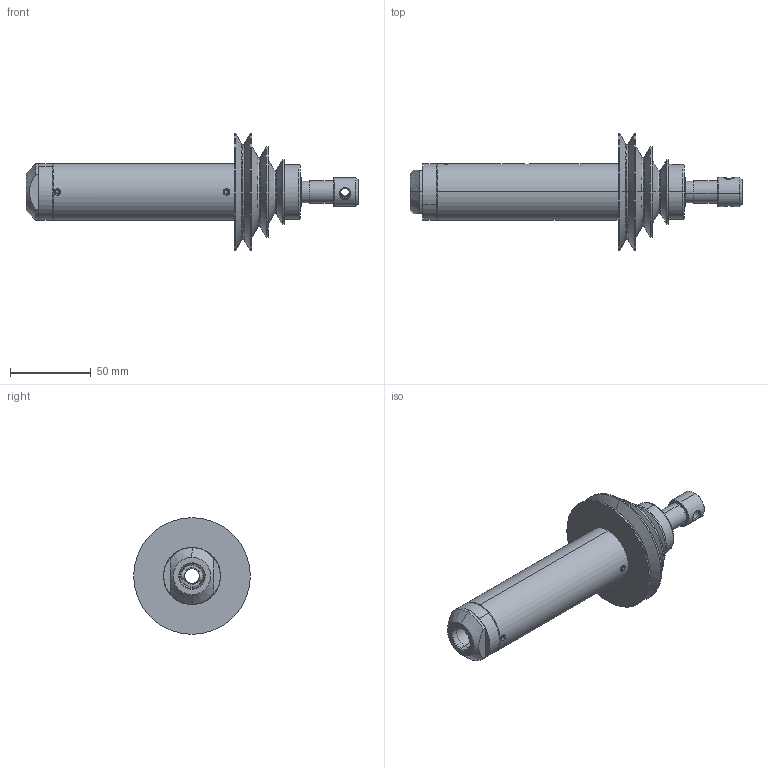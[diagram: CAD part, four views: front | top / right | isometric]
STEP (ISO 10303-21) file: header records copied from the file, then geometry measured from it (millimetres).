
FILE_DESCRIPTION (( 'STEP AP203' ), '1' );
FILE_NAME ('QUILL GE1054.STEP', '2014-01-28T12:53:11', ( 'PGM-BE' ), ( '' ), 'SwSTEP 2.0', 'SolidWorks 2011', '' );
FILE_SCHEMA (( 'CONFIG_CONTROL_DESIGN' ));
Length unit declared in the file: metre
Products named in the file (1): QUILL GE1054
Bounding box: 205 x 72 x 72 mm (x, y, z)
Surface area: 47732.3 mm2 (no closed solid volume)
Topology: 0 solids, 13 shells, 150 faces, 484 edges, 351 vertices
Faces by surface type: cylinder 66, cone 40, plane 18, torus 18, bspline 6, sphere 2
Entity records: 7348 total; most frequent: CARTESIAN_POINT 3065, DIRECTION 911, ORIENTED_EDGE 761, EDGE_CURVE 484, AXIS2_PLACEMENT_3D 376, VERTEX_POINT 351, CIRCLE 231, EDGE_LOOP 182
